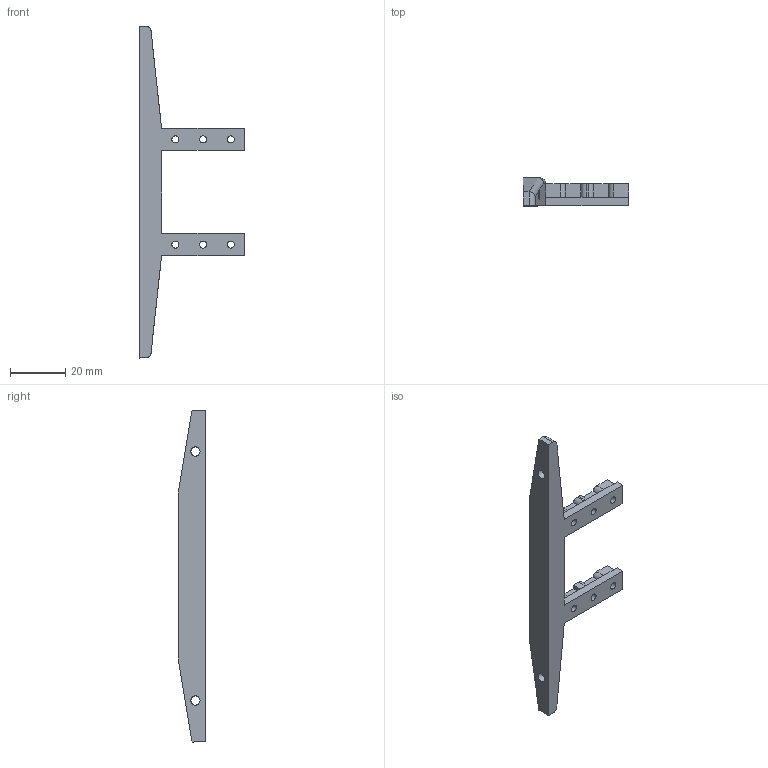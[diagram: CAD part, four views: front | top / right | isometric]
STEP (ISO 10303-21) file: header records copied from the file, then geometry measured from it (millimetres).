
FILE_DESCRIPTION(/* description */ (''),/* implementation_level */ '2;1');
FILE_NAME(/* name */ 'Holder_back.step',/* time_stamp */ '2018-10-05T23:34:32+02:00',/* author */ ('tobias.schneider8GH68'),/* organization */ (''),/* preprocessor_version */ 'ST-DEVELOPER v17.2',/* originating_system */ 'Autodesk Translation Framework v7.6.0.251',/* authorisation */ '');
FILE_SCHEMA (('AUTOMOTIVE_DESIGN { 1 0 10303 214 3 1 1 }'));
Length unit declared in the file: millimetre
Products named in the file (1): Holder_back
Bounding box: 38 x 10 x 120 mm (x, y, z)
Volume: 9469.7 mm3; surface area: 6044.9 mm2
Topology: 1 solids, 1 shells, 75 faces, 213 edges, 140 vertices
Faces by surface type: plane 45, cylinder 30
Full cylindrical faces by diameter (mm): 2.529 x6, 3.332 x2
Entity records: 2504 total; most frequent: CARTESIAN_POINT 429, ORIENTED_EDGE 426, DIRECTION 425, EDGE_CURVE 213, LINE 153, VECTOR 153, VERTEX_POINT 140, AXIS2_PLACEMENT_3D 136
